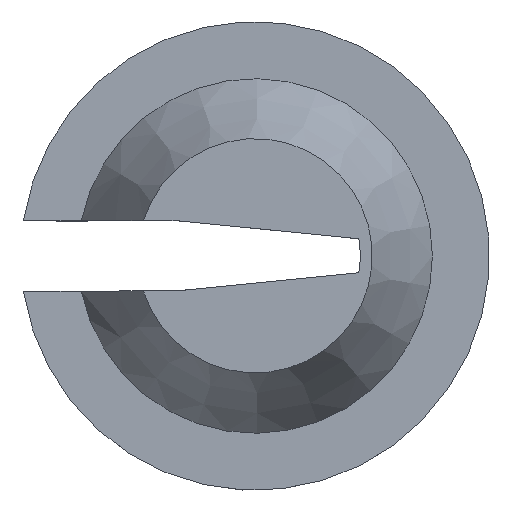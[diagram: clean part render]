
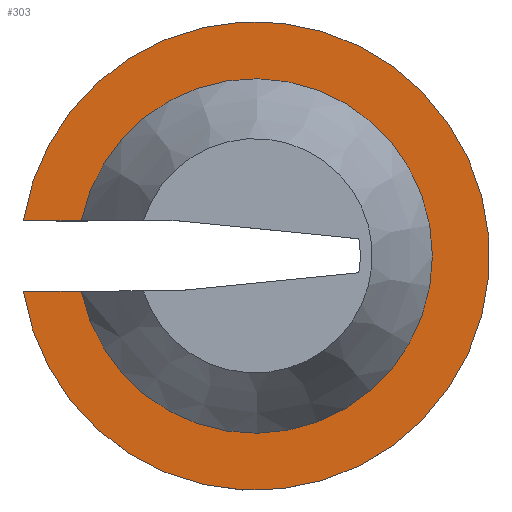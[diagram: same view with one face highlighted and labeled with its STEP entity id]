
A CAD part, top view. The second image highlights one B-rep face of the part: STEP entity #303.
In plain terms, the highlighted planar face has unit normal (0, 0, 1).
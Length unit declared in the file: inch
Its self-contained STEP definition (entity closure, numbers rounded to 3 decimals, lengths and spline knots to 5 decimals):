
#28=LINE('',#529,#40);
#37=LINE('',#586,#49);
#40=VECTOR('',#358,0.3937);
#49=VECTOR('',#399,0.3937);
#57=PLANE('',#344);
#69=CIRCLE('',#343,1.25);
#70=CIRCLE('',#345,0.94583);
#90=FACE_OUTER_BOUND('',#107,.T.);
#107=EDGE_LOOP('',(#278,#279,#280,#281));
#134=VERTEX_POINT('',#524);
#135=VERTEX_POINT('',#528);
#148=VERTEX_POINT('',#583);
#149=VERTEX_POINT('',#585);
#167=EDGE_CURVE('',#135,#134,#28,.T.);
#190=EDGE_CURVE('',#149,#148,#37,.T.);
#194=EDGE_CURVE('',#148,#135,#69,.T.);
#195=EDGE_CURVE('',#134,#149,#70,.T.);
#278=ORIENTED_EDGE('',*,*,#167,.T.);
#279=ORIENTED_EDGE('',*,*,#195,.T.);
#280=ORIENTED_EDGE('',*,*,#190,.T.);
#281=ORIENTED_EDGE('',*,*,#194,.T.);
#303=ADVANCED_FACE('',(#90),#57,.T.);
#343=AXIS2_PLACEMENT_3D('',#596,#409,#410);
#344=AXIS2_PLACEMENT_3D('',#597,#411,#412);
#345=AXIS2_PLACEMENT_3D('',#598,#413,#414);
#358=DIRECTION('',(1.,0.,0.));
#399=DIRECTION('',(-1.,0.,0.));
#409=DIRECTION('center_axis',(0.,0.,1.));
#410=DIRECTION('ref_axis',(1.,0.,0.));
#411=DIRECTION('center_axis',(0.,0.,1.));
#412=DIRECTION('ref_axis',(1.,0.,0.));
#413=DIRECTION('center_axis',(0.,0.,-1.));
#414=DIRECTION('ref_axis',(1.,0.,0.));
#524=CARTESIAN_POINT('',(-0.92706,0.1875,0.0625));
#528=CARTESIAN_POINT('',(-1.23586,0.1875,0.0625));
#529=CARTESIAN_POINT('',(-0.29811,0.1875,0.0625));
#583=CARTESIAN_POINT('',(-1.23586,-0.1875,0.0625));
#585=CARTESIAN_POINT('',(-0.92706,-0.1875,0.0625));
#586=CARTESIAN_POINT('',(-0.26517,-0.1875,0.0625));
#596=CARTESIAN_POINT('Origin',(0.,0.,0.0625));
#597=CARTESIAN_POINT('Origin',(0.,0.,0.0625));
#598=CARTESIAN_POINT('Origin',(0.,0.,0.0625));
